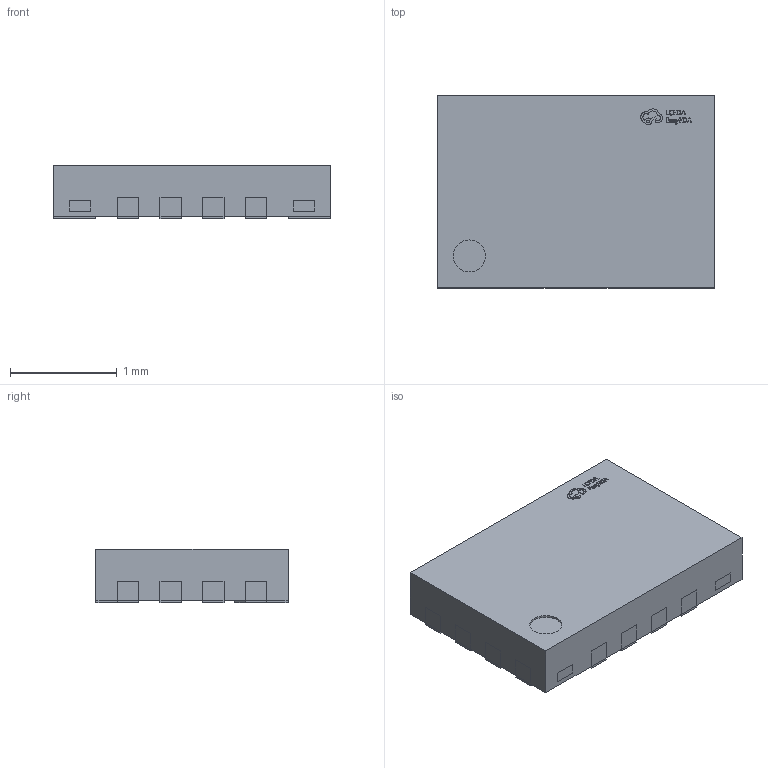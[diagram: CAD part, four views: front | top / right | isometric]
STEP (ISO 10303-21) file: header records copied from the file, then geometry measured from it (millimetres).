
FILE_DESCRIPTION (( 'STEP AP214' ), '1' );
FILE_NAME ('UQFN-16_L2.6-W1.8-H0.5-P0.40-BL.step', '2022-07-15T04:01:03', ( '' ), ( '' ), 'SwSTEP 2.0', 'SolidWorks 2020', '' );
FILE_SCHEMA (( 'AUTOMOTIVE_DESIGN' ));
Length unit declared in the file: millimetre
Products named in the file (1): UQFN-16_L2.6-W1.8-H0.5-P0.40-BL
Bounding box: 2.6 x 1.8 x 0.5 mm (x, y, z)
Volume: 2.3 mm3; surface area: 25 mm2
Topology: 46 solids, 46 shells, 562 faces, 1390 edges, 932 vertices
Faces by surface type: plane 448, bspline 112, cylinder 2
Entity records: 23636 total; most frequent: CARTESIAN_POINT 4989, ORIENTED_EDGE 2780, DIRECTION 2068, EDGE_CURVE 1390, LINE 1158, VECTOR 1158, VERTEX_POINT 932, EDGE_LOOP 586
